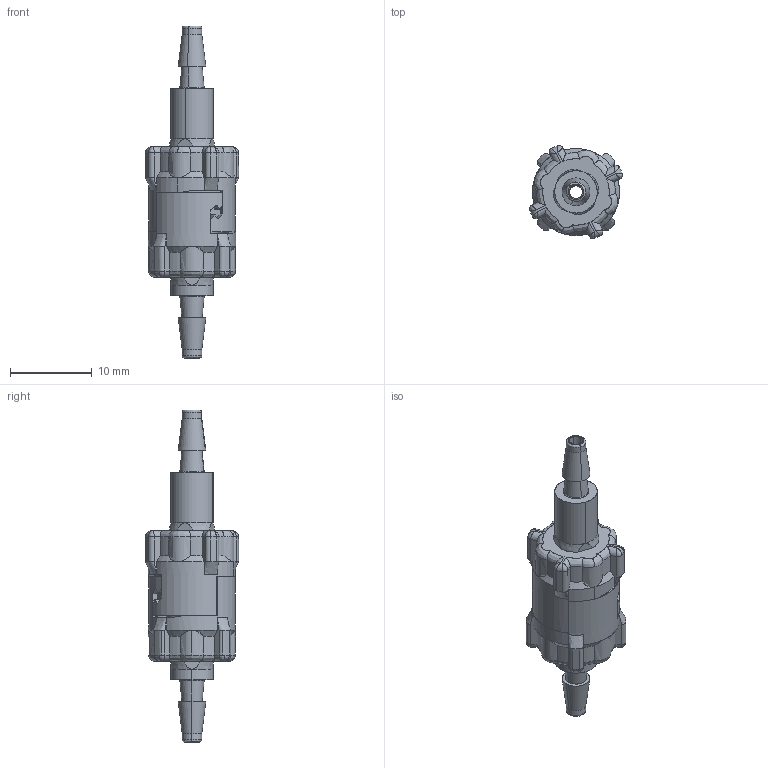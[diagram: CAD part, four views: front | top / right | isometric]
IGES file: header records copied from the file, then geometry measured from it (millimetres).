
Start section: SolidWorks IGES file using analytic representation for surfaces
Global section: file name: E-Q-160368.IGS; native system: SolidWorks 2017; preprocessor: SolidWorks 2017; author: wtsang; date: 170424.084830; units: millimetre
Bounding box: 11.41 x 11.41 x 40.68 mm (x, y, z)
Surface area: 2385.7 mm2 (no closed solid volume)
Topology: 0 solids, 0 shells, 321 faces, 3368 edges, 3346 vertices
Faces by surface type: bspline 171, revolution 150
